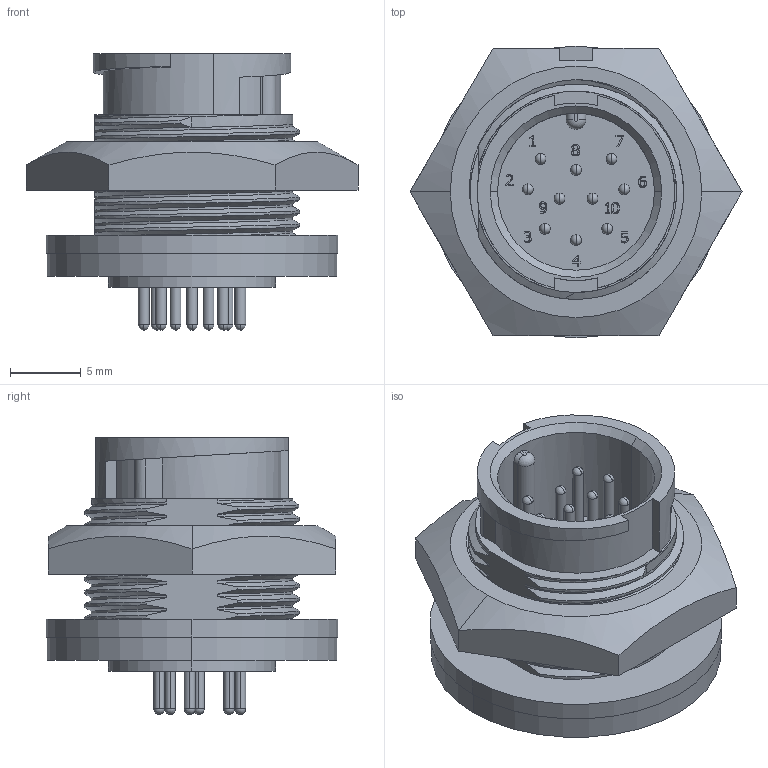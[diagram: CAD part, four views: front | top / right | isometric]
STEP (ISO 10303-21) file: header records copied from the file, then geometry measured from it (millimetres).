
FILE_DESCRIPTION (( 'STEP AP203' ), '1' );
FILE_NAME ('W7881-10PG-300.STEP', '2017-01-10T15:53:34', ( '' ), ( '' ), 'SwSTEP 2.0', 'SolidWorks 2014', '' );
FILE_SCHEMA (( 'CONFIG_CONTROL_DESIGN' ));
Length unit declared in the file: inch
Products named in the file (2): W7881-10PG-300
Bounding box: 23.46 x 20.62 x 19.56 mm (x, y, z)
Volume: 2782.2 mm3; surface area: 3043.5 mm2
Topology: 2 solids, 2 shells, 595 faces, 1655 edges, 1084 vertices
Faces by surface type: bspline 250, plane 207, cylinder 93, sphere 40, cone 4, torus 1
Entity records: 41361 total; most frequent: CARTESIAN_POINT 27983, ORIENTED_EDGE 3230, DIRECTION 1929, EDGE_CURVE 1615, VERTEX_POINT 1084, VECTOR 811, LINE 811, EDGE_LOOP 657
